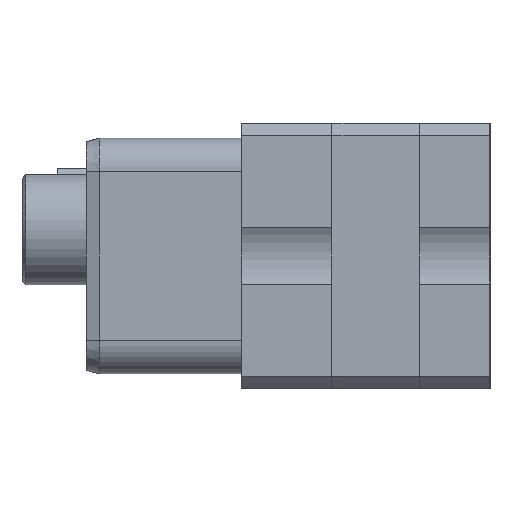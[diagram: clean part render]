
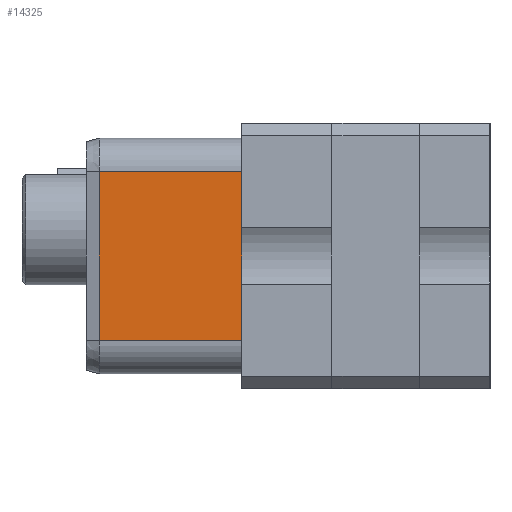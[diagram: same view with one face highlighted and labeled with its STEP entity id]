
A CAD part, left-side view. The second image highlights one B-rep face of the part: STEP entity #14325.
In plain terms, the highlighted planar face has unit normal (-1, 0, 0).
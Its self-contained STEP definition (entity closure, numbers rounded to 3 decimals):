
#390=DIRECTION('',(0.,0.,1.));
#391=VECTOR('',#390,9.61);
#392=CARTESIAN_POINT('',(-20.93,0.015,-4.805));
#393=LINE('',#392,#391);
#2810=DIRECTION('',(0.,0.,1.));
#2811=VECTOR('',#2810,9.61);
#2812=CARTESIAN_POINT('',(-20.93,8.112,-4.805));
#2813=LINE('',#2812,#2811);
#2823=DIRECTION('',(0.,1.,0.));
#2824=VECTOR('',#2823,8.097);
#2825=CARTESIAN_POINT('',(-20.93,0.015,4.805));
#2826=LINE('',#2825,#2824);
#2865=DIRECTION('',(0.,1.,0.));
#2866=VECTOR('',#2865,8.097);
#2867=CARTESIAN_POINT('',(-20.93,0.015,-4.805));
#2868=LINE('',#2867,#2866);
#9639=CARTESIAN_POINT('',(-20.93,0.015,-4.805));
#9641=VERTEX_POINT('',#9639);
#9644=CARTESIAN_POINT('',(-20.93,0.015,4.805));
#9646=VERTEX_POINT('',#9644);
#9671=CARTESIAN_POINT('',(-20.93,8.112,-4.805));
#9672=CARTESIAN_POINT('',(-20.93,8.112,4.805));
#9673=VERTEX_POINT('',#9671);
#9674=VERTEX_POINT('',#9672);
#14312=CARTESIAN_POINT('',(-20.93,0.,-6.705));
#14313=DIRECTION('',(-1.,0.,0.));
#14314=DIRECTION('',(0.,0.,1.));
#14315=AXIS2_PLACEMENT_3D('',#14312,#14313,#14314);
#14316=PLANE('',#14315);
#14317=ORIENTED_EDGE('',*,*,#14306,.T.);
#14319=ORIENTED_EDGE('',*,*,#14318,.F.);
#14320=ORIENTED_EDGE('',*,*,#12015,.F.);
#14322=ORIENTED_EDGE('',*,*,#14321,.T.);
#14323=EDGE_LOOP('',(#14317,#14319,#14320,#14322));
#14324=FACE_OUTER_BOUND('',#14323,.F.);
#14325=ADVANCED_FACE('',(#14324),#14316,.T.);
#12015=EDGE_CURVE('',#9641,#9646,#393,.T.);
#14306=EDGE_CURVE('',#9673,#9674,#2813,.T.);
#14318=EDGE_CURVE('',#9646,#9674,#2826,.T.);
#14321=EDGE_CURVE('',#9641,#9673,#2868,.T.);
